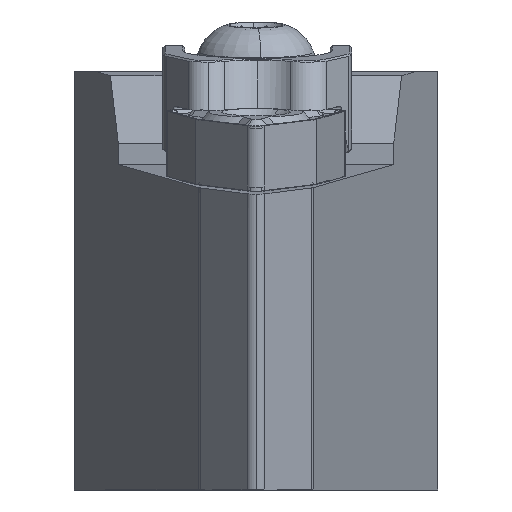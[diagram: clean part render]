
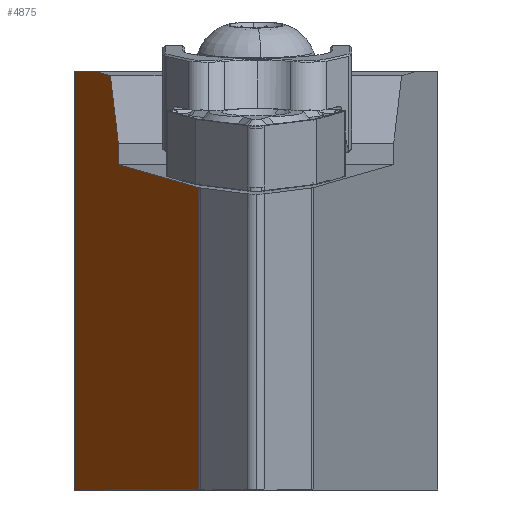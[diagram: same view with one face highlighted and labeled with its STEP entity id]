
A CAD part, left-side view. The second image highlights one B-rep face of the part: STEP entity #4875.
In plain terms, the highlighted planar face has unit normal (-0.34, 0.94, -0.036).
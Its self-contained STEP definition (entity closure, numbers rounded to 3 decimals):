
#25 = DIRECTION ( 'NONE',  ( -0.94, -0.34, 0. ) ) ;
#117 = CARTESIAN_POINT ( 'NONE',  ( -15.804, 3.973, 200.843 ) ) ;
#188 = DIRECTION ( 'NONE',  ( 0.935, 0.342, 0.098 ) ) ;
#242 = CARTESIAN_POINT ( 'NONE',  ( 7.933, 3.973, -25. ) ) ;
#314 = CARTESIAN_POINT ( 'NONE',  ( 20.639, 9.481, -1.114 ) ) ;
#705 = ORIENTED_EDGE ( 'NONE', *, *, #9273, .T. ) ;
#778 = LINE ( 'NONE', #7579, #1074 ) ;
#918 = VERTEX_POINT ( 'NONE', #7980 ) ;
#1074 = VECTOR ( 'NONE', #25, 1000. ) ;
#1432 = ORIENTED_EDGE ( 'NONE', *, *, #7193, .F. ) ;
#1513 = EDGE_CURVE ( 'NONE', #3089, #4524, #11344, .T. ) ;
#1723 = EDGE_CURVE ( 'NONE', #918, #2250, #8494, .T. ) ;
#2007 = VERTEX_POINT ( 'NONE', #12106 ) ;
#2250 = VERTEX_POINT ( 'NONE', #242 ) ;
#2461 = VECTOR ( 'NONE', #12121, 1000. ) ;
#2973 = VERTEX_POINT ( 'NONE', #314 ) ;
#3089 = VERTEX_POINT ( 'NONE', #5666 ) ;
#3096 = CARTESIAN_POINT ( 'NONE',  ( -0.754, 9.481, 202.425 ) ) ;
#3307 = CARTESIAN_POINT ( 'NONE',  ( 31.491, 12.5, -25. ) ) ;
#3309 = VERTEX_POINT ( 'NONE', #8682 ) ;
#3514 = CARTESIAN_POINT ( 'NONE',  ( 10.599, 13.635, 203.618 ) ) ;
#3525 = LINE ( 'NONE', #7905, #6024 ) ;
#3933 = VECTOR ( 'NONE', #4640, 1000. ) ;
#4459 = ORIENTED_EDGE ( 'NONE', *, *, #8662, .T. ) ;
#4518 = DIRECTION ( 'NONE',  ( 0.34, -0.94, 0.036 ) ) ;
#4524 = VERTEX_POINT ( 'NONE', #3307 ) ;
#4640 = DIRECTION ( 'NONE',  ( 0.94, 0.34, 0. ) ) ;
#4684 = DIRECTION ( 'NONE',  ( 0.105, 0., -0.995 ) ) ;
#4875 = ADVANCED_FACE ( 'NONE', ( #5947 ), #7330, .F. ) ;
#5041 = AXIS2_PLACEMENT_3D ( 'NONE', #3514, #4518, #9340 ) ;
#5082 = DIRECTION ( 'NONE',  ( 0.935, 0.342, 0.098 ) ) ;
#5357 = CARTESIAN_POINT ( 'NONE',  ( 62.969, 32.068, 189.827 ) ) ;
#5612 = EDGE_CURVE ( 'NONE', #3089, #6787, #778, .T. ) ;
#5644 = ORIENTED_EDGE ( 'NONE', *, *, #5612, .F. ) ;
#5666 = CARTESIAN_POINT ( 'NONE',  ( 28.464, 12.5, 3.8 ) ) ;
#5947 = FACE_OUTER_BOUND ( 'NONE', #7468, .T. ) ;
#6024 = VECTOR ( 'NONE', #188, 1000. ) ;
#6382 = EDGE_CURVE ( 'NONE', #2973, #2007, #7801, .T. ) ;
#6787 = VERTEX_POINT ( 'NONE', #10310 ) ;
#6813 = DIRECTION ( 'NONE',  ( 0.105, 0., -0.995 ) ) ;
#7160 = VECTOR ( 'NONE', #4684, 1000. ) ;
#7193 = EDGE_CURVE ( 'NONE', #2973, #3309, #10755, .T. ) ;
#7330 = PLANE ( 'NONE',  #5041 ) ;
#7468 = EDGE_LOOP ( 'NONE', ( #1432, #10401, #705, #5644, #11422, #11252, #7572, #4459 ) ) ;
#7572 = ORIENTED_EDGE ( 'NONE', *, *, #1723, .F. ) ;
#7579 = CARTESIAN_POINT ( 'NONE',  ( -0.703, 1.942, 3.8 ) ) ;
#7801 = LINE ( 'NONE', #5357, #2461 ) ;
#7905 = CARTESIAN_POINT ( 'NONE',  ( -0.786, 1.812, 1.164 ) ) ;
#7980 = CARTESIAN_POINT ( 'NONE',  ( 5.745, 3.973, -4.182 ) ) ;
#8494 = LINE ( 'NONE', #117, #10904 ) ;
#8587 = VECTOR ( 'NONE', #5082, 1000. ) ;
#8662 = EDGE_CURVE ( 'NONE', #918, #3309, #11150, .T. ) ;
#8682 = CARTESIAN_POINT ( 'NONE',  ( 20.795, 9.481, -2.601 ) ) ;
#9273 = EDGE_CURVE ( 'NONE', #2007, #6787, #3525, .T. ) ;
#9340 = DIRECTION ( 'NONE',  ( 0.94, 0.34, 0. ) ) ;
#9544 = CARTESIAN_POINT ( 'NONE',  ( -0.352, 0.974, -25. ) ) ;
#10310 = CARTESIAN_POINT ( 'NONE',  ( 24.292, 10.99, 3.8 ) ) ;
#10348 = CARTESIAN_POINT ( 'NONE',  ( 32.786, 12.5, -37.32 ) ) ;
#10401 = ORIENTED_EDGE ( 'NONE', *, *, #6382, .T. ) ;
#10403 = EDGE_CURVE ( 'NONE', #2250, #4524, #10641, .T. ) ;
#10405 = DIRECTION ( 'NONE',  ( 0.105, 0., -0.995 ) ) ;
#10609 = VECTOR ( 'NONE', #6813, 1000. ) ;
#10641 = LINE ( 'NONE', #9544, #3933 ) ;
#10755 = LINE ( 'NONE', #3096, #10609 ) ;
#10904 = VECTOR ( 'NONE', #10405, 1000. ) ;
#11150 = LINE ( 'NONE', #11762, #8587 ) ;
#11252 = ORIENTED_EDGE ( 'NONE', *, *, #10403, .F. ) ;
#11344 = LINE ( 'NONE', #10348, #7160 ) ;
#11422 = ORIENTED_EDGE ( 'NONE', *, *, #1513, .T. ) ;
#11762 = CARTESIAN_POINT ( 'NONE',  ( 32.148, 13.635, -1.407 ) ) ;
#12106 = CARTESIAN_POINT ( 'NONE',  ( 21.667, 10.029, 3.524 ) ) ;
#12121 = DIRECTION ( 'NONE',  ( 0.215, 0.115, 0.97 ) ) ;
